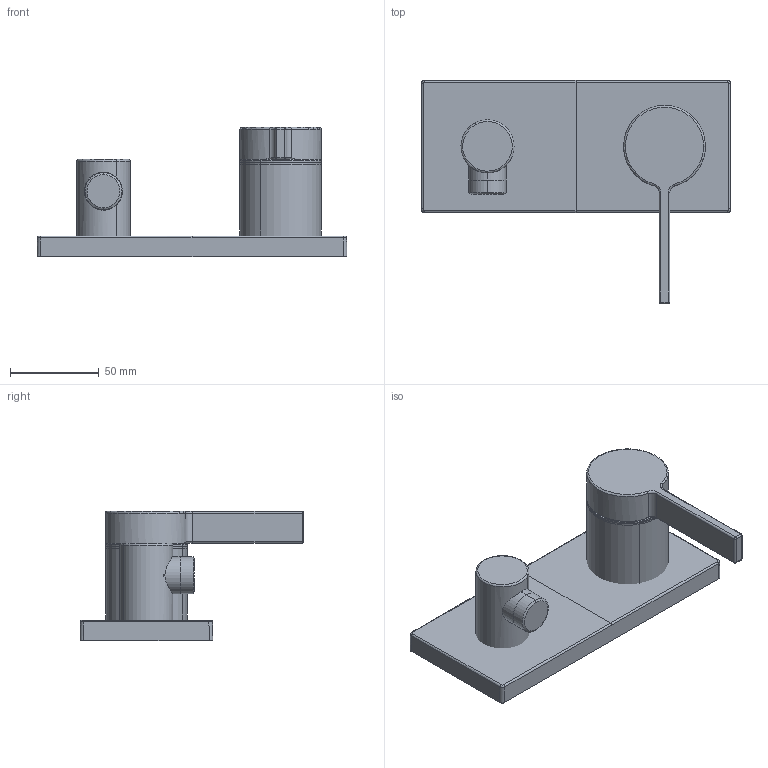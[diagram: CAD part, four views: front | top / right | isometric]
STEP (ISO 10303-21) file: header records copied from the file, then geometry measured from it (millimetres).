
FILE_DESCRIPTION (( 'STEP AP203' ), '1' );
FILE_NAME ('57639503.STEP', '2019-01-11T04:04:35', ( '' ), ( '' ), 'SwSTEP 2.0', 'SolidWorks 2016', '' );
FILE_SCHEMA (( 'CONFIG_CONTROL_DESIGN' ));
Length unit declared in the file: millimetre
Products named in the file (1): 57639503
Bounding box: 175 x 126.48 x 73.1 mm (x, y, z)
Volume: 328645.3 mm3; surface area: 63428.9 mm2
Topology: 6 solids, 6 shells, 99 faces, 214 edges, 126 vertices
Faces by surface type: cylinder 34, bspline 21, plane 21, torus 11, cone 8, sphere 4
Entity records: 3442 total; most frequent: CARTESIAN_POINT 1319, DIRECTION 432, ORIENTED_EDGE 420, EDGE_CURVE 210, AXIS2_PLACEMENT_3D 186, VERTEX_POINT 126, CIRCLE 107, EDGE_LOOP 102
